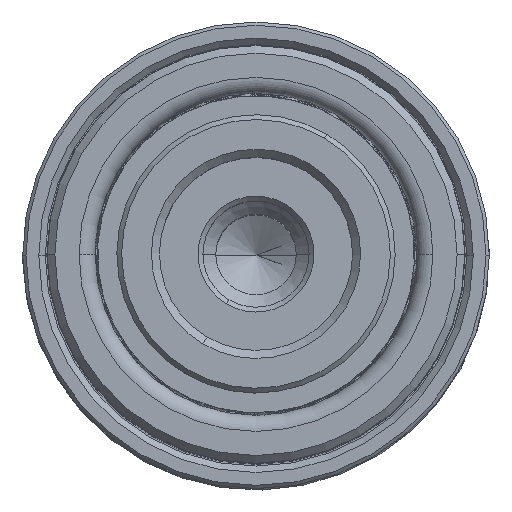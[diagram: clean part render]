
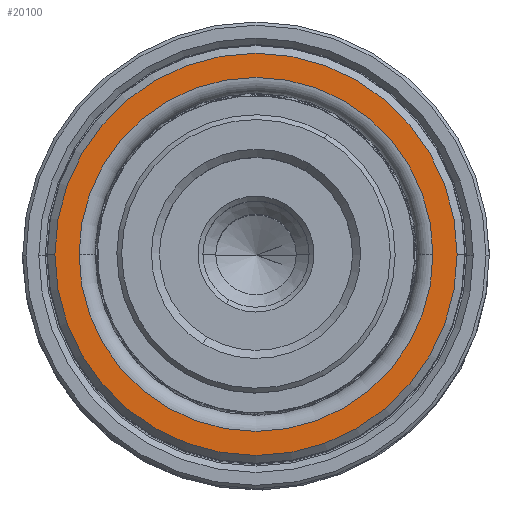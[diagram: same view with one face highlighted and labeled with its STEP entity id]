
A CAD part, top view. The second image highlights one B-rep face of the part: STEP entity #20100.
In plain terms, the highlighted planar face has unit normal (0, 0, 1).
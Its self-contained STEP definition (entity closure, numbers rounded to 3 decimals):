
#239 = AXIS2_PLACEMENT_3D ( 'NONE', #30492, #15204, #10510 ) ;
#3406 = EDGE_CURVE ( 'NONE', #26390, #14095, #31321, .T. ) ;
#3571 = EDGE_LOOP ( 'NONE', ( #20301, #29014 ) ) ;
#4545 = AXIS2_PLACEMENT_3D ( 'NONE', #24153, #8920, #26736 ) ;
#4561 = CIRCLE ( 'NONE', #29376, 12.5 ) ;
#4905 = CIRCLE ( 'NONE', #27676, 11. ) ;
#6743 = DIRECTION ( 'NONE',  ( 0., 0., 1. ) ) ;
#6962 = VERTEX_POINT ( 'NONE', #20413 ) ;
#7102 = EDGE_LOOP ( 'NONE', ( #13334, #15326 ) ) ;
#8920 = DIRECTION ( 'NONE',  ( 0., 0., 1. ) ) ;
#10357 = EDGE_CURVE ( 'NONE', #21663, #6962, #4905, .T. ) ;
#10510 = DIRECTION ( 'NONE',  ( 1., 0., 0. ) ) ;
#11890 = FACE_BOUND ( 'NONE', #3571, .T. ) ;
#11952 = CARTESIAN_POINT ( 'NONE',  ( 0., 0., 35. ) ) ;
#13334 = ORIENTED_EDGE ( 'NONE', *, *, #3406, .T. ) ;
#13661 = AXIS2_PLACEMENT_3D ( 'NONE', #18903, #31853, #16565 ) ;
#14095 = VERTEX_POINT ( 'NONE', #24206 ) ;
#14487 = DIRECTION ( 'NONE',  ( 1., 0., 0. ) ) ;
#15204 = DIRECTION ( 'NONE',  ( 0., 0., -1. ) ) ;
#15326 = ORIENTED_EDGE ( 'NONE', *, *, #31097, .T. ) ;
#16565 = DIRECTION ( 'NONE',  ( 1., 0., 0. ) ) ;
#18903 = CARTESIAN_POINT ( 'NONE',  ( 0., 0., 35. ) ) ;
#20100 = ADVANCED_FACE ( 'NONE', ( #11890, #31416 ), #26705, .T. ) ;
#20301 = ORIENTED_EDGE ( 'NONE', *, *, #10357, .T. ) ;
#20413 = CARTESIAN_POINT ( 'NONE',  ( -11., 0., 35. ) ) ;
#21663 = VERTEX_POINT ( 'NONE', #29526 ) ;
#21979 = CARTESIAN_POINT ( 'NONE',  ( 0., 0., 35. ) ) ;
#22722 = EDGE_CURVE ( 'NONE', #6962, #21663, #32910, .T. ) ;
#24153 = CARTESIAN_POINT ( 'NONE',  ( 0., 0., 35. ) ) ;
#24206 = CARTESIAN_POINT ( 'NONE',  ( 12.5, 0., 35. ) ) ;
#24558 = DIRECTION ( 'NONE',  ( 1., 0., 0. ) ) ;
#26390 = VERTEX_POINT ( 'NONE', #32339 ) ;
#26705 = PLANE ( 'NONE',  #13661 ) ;
#26736 = DIRECTION ( 'NONE',  ( 1., 0., 0. ) ) ;
#27676 = AXIS2_PLACEMENT_3D ( 'NONE', #11952, #29758, #14487 ) ;
#29014 = ORIENTED_EDGE ( 'NONE', *, *, #22722, .T. ) ;
#29376 = AXIS2_PLACEMENT_3D ( 'NONE', #21979, #6743, #24558 ) ;
#29526 = CARTESIAN_POINT ( 'NONE',  ( 11., 0., 35. ) ) ;
#29758 = DIRECTION ( 'NONE',  ( 0., 0., -1. ) ) ;
#30492 = CARTESIAN_POINT ( 'NONE',  ( 0., 0., 35. ) ) ;
#31097 = EDGE_CURVE ( 'NONE', #14095, #26390, #4561, .T. ) ;
#31321 = CIRCLE ( 'NONE', #4545, 12.5 ) ;
#31416 = FACE_OUTER_BOUND ( 'NONE', #7102, .T. ) ;
#31853 = DIRECTION ( 'NONE',  ( 0., 0., 1. ) ) ;
#32339 = CARTESIAN_POINT ( 'NONE',  ( -12.5, 0., 35. ) ) ;
#32910 = CIRCLE ( 'NONE', #239, 11. ) ;
